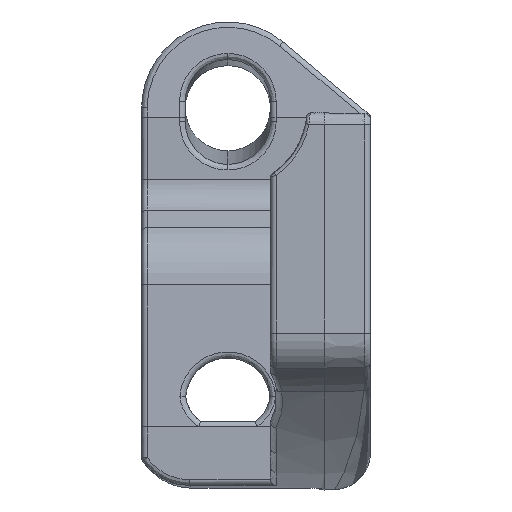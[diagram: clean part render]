
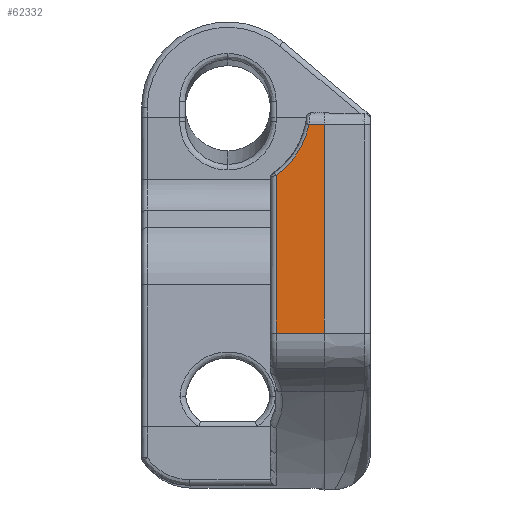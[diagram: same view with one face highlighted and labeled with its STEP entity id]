
A CAD part, left-side view. The second image highlights one B-rep face of the part: STEP entity #62332.
In plain terms, the highlighted planar face has unit normal (-1, 0, 0).
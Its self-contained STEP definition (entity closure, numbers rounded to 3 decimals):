
#19909=DIRECTION('',(0.,1.,0.));
#19910=VECTOR('',#19909,4.2);
#19911=CARTESIAN_POINT('',(-57.15,-8.4,-6.85));
#19912=LINE('',#19911,#19910);
#24534=CARTESIAN_POINT('',(-57.15,-7.063,11.3));
#24626=CARTESIAN_POINT('',(-57.15,0.,12.7));
#24627=DIRECTION('',(-1.,0.,0.));
#24628=DIRECTION('',(0.,-0.583,-0.812));
#24629=AXIS2_PLACEMENT_3D('',#24626,#24627,#24628);
#24634=DIRECTION('',(0.,1.,0.));
#24635=VECTOR('',#24634,1.337);
#24636=CARTESIAN_POINT('',(-57.15,-8.4,11.3));
#24637=LINE('',#24636,#24635);
#24641=DIRECTION('',(0.,0.,-1.));
#24642=VECTOR('',#24641,13.702);
#24643=CARTESIAN_POINT('',(-57.15,-4.2,6.852));
#24644=LINE('',#24643,#24642);
#24654=CARTESIAN_POINT('',(-57.15,-8.4,11.3));
#24673=DIRECTION('',(0.,0.,1.));
#24674=VECTOR('',#24673,18.15);
#24675=CARTESIAN_POINT('',(-57.15,-8.4,-6.85));
#24676=LINE('',#24675,#24674);
#33239=VERTEX_POINT('',#24654);
#33245=CARTESIAN_POINT('',(-57.15,-8.4,-6.85));
#33247=VERTEX_POINT('',#33245);
#33468=CARTESIAN_POINT('',(-57.15,-4.2,-6.85));
#33469=VERTEX_POINT('',#33468);
#34006=VERTEX_POINT('',#24534);
#34008=CARTESIAN_POINT('',(-57.15,-4.2,6.852));
#34009=VERTEX_POINT('',#34008);
#62319=CARTESIAN_POINT('',(-57.15,-8.4,11.3));
#62320=DIRECTION('',(1.,0.,0.));
#62321=DIRECTION('',(0.,0.,-1.));
#62322=AXIS2_PLACEMENT_3D('',#62319,#62320,#62321);
#62323=PLANE('',#62322);
#62324=ORIENTED_EDGE('',*,*,#62311,.T.);
#62325=ORIENTED_EDGE('',*,*,#62175,.F.);
#62327=ORIENTED_EDGE('',*,*,#62326,.F.);
#62328=ORIENTED_EDGE('',*,*,#56259,.T.);
#62329=ORIENTED_EDGE('',*,*,#56288,.F.);
#62330=EDGE_LOOP('',(#62324,#62325,#62327,#62328,#62329));
#62331=FACE_OUTER_BOUND('',#62330,.F.);
#24630=CIRCLE('',#24629,7.2);
#56259=EDGE_CURVE('',#33247,#33469,#19912,.T.);
#56288=EDGE_CURVE('',#34009,#33469,#24644,.T.);
#62175=EDGE_CURVE('',#33239,#34006,#24637,.T.);
#62311=EDGE_CURVE('',#34009,#34006,#24630,.T.);
#62326=EDGE_CURVE('',#33247,#33239,#24676,.T.);
#62332=ADVANCED_FACE('',(#62331),#62323,.F.);
